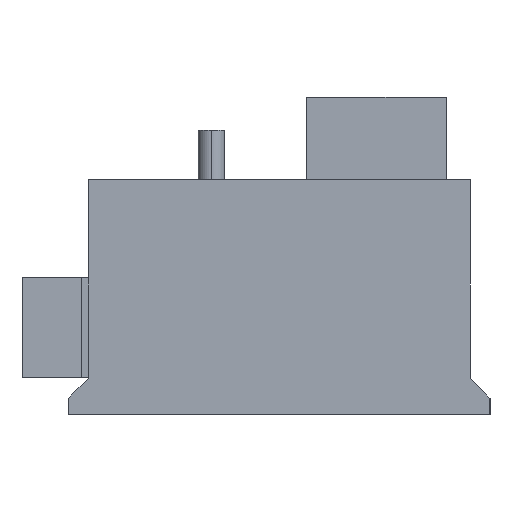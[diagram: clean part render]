
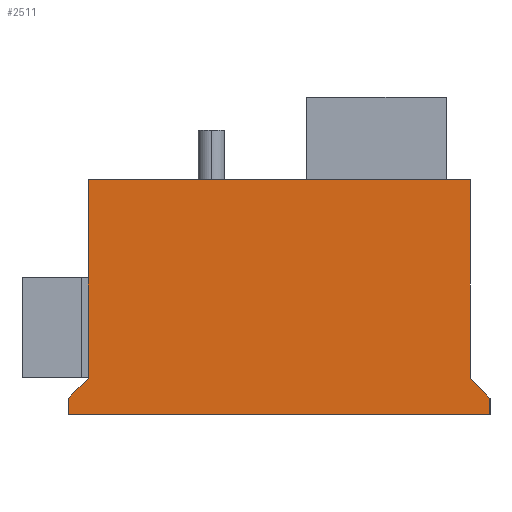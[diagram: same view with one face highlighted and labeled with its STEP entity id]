
A CAD part, left-side view. The second image highlights one B-rep face of the part: STEP entity #2511.
In plain terms, the highlighted planar face has unit normal (-1, 0, 0).
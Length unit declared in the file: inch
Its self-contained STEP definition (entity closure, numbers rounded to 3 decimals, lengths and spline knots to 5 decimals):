
#606 = DIRECTION ( 'NONE',  ( 0., 0., 1. ) ) ;
#633 = LINE ( 'NONE', #1154, #953 ) ;
#664 = PLANE ( 'NONE',  #4545 ) ;
#680 = CARTESIAN_POINT ( 'NONE',  ( 32.09002, -7.64079, -8.48823 ) ) ;
#953 = VECTOR ( 'NONE', #5744, 39.37008 ) ;
#1081 = CARTESIAN_POINT ( 'NONE',  ( 32.09002, -8.03517, -8.48823 ) ) ;
#1154 = CARTESIAN_POINT ( 'NONE',  ( 32.09002, -5.23134, -9.78745 ) ) ;
#1182 = CARTESIAN_POINT ( 'NONE',  ( 32.09002, -5.34945, -9.68115 ) ) ;
#1264 = VECTOR ( 'NONE', #3421, 39.37008 ) ;
#1271 = DIRECTION ( 'NONE',  ( 0., 0.707, -0.707 ) ) ;
#1303 = DIRECTION ( 'NONE',  ( 0., -1., 0. ) ) ;
#1436 = LINE ( 'NONE', #1081, #4246 ) ;
#1588 = VERTEX_POINT ( 'NONE', #3388 ) ;
#1620 = CARTESIAN_POINT ( 'NONE',  ( 32.09002, -7.7589, -9.78745 ) ) ;
#1633 = DIRECTION ( 'NONE',  ( 0., 1., 0. ) ) ;
#1724 = EDGE_CURVE ( 'NONE', #1588, #4361, #4871, .T. ) ;
#1730 = EDGE_CURVE ( 'NONE', #5855, #5327, #3843, .T. ) ;
#1779 = LINE ( 'NONE', #1620, #2408 ) ;
#2012 = CARTESIAN_POINT ( 'NONE',  ( 32.09002, -7.64079, -9.68115 ) ) ;
#2397 = VERTEX_POINT ( 'NONE', #680 ) ;
#2408 = VECTOR ( 'NONE', #606, 39.37008 ) ;
#2511 = ADVANCED_FACE ( 'NONE', ( #3350 ), #664, .T. ) ;
#2515 = CARTESIAN_POINT ( 'NONE',  ( 32.09002, -5.23134, -9.79926 ) ) ;
#2556 = LINE ( 'NONE', #4920, #1264 ) ;
#2643 = VECTOR ( 'NONE', #1303, 39.37008 ) ;
#2646 = EDGE_CURVE ( 'NONE', #5355, #4495, #5534, .T. ) ;
#2653 = VECTOR ( 'NONE', #5590, 39.37008 ) ;
#2769 = CARTESIAN_POINT ( 'NONE',  ( 32.09002, -8.03517, -9.78745 ) ) ;
#3008 = EDGE_CURVE ( 'NONE', #4361, #2397, #2556, .T. ) ;
#3288 = ORIENTED_EDGE ( 'NONE', *, *, #1724, .T. ) ;
#3350 = FACE_OUTER_BOUND ( 'NONE', #5455, .T. ) ;
#3388 = CARTESIAN_POINT ( 'NONE',  ( 32.09002, -7.7589, -9.79926 ) ) ;
#3421 = DIRECTION ( 'NONE',  ( 0., 0., 1. ) ) ;
#3571 = ORIENTED_EDGE ( 'NONE', *, *, #6313, .T. ) ;
#3605 = CARTESIAN_POINT ( 'NONE',  ( 32.09002, -7.7589, -9.89768 ) ) ;
#3774 = DIRECTION ( 'NONE',  ( -1., 0., 0. ) ) ;
#3843 = LINE ( 'NONE', #6118, #2653 ) ;
#4012 = CARTESIAN_POINT ( 'NONE',  ( 32.09002, -5.34945, -8.48823 ) ) ;
#4021 = ORIENTED_EDGE ( 'NONE', *, *, #2646, .T. ) ;
#4246 = VECTOR ( 'NONE', #1633, 39.37008 ) ;
#4361 = VERTEX_POINT ( 'NONE', #2012 ) ;
#4466 = EDGE_CURVE ( 'NONE', #2397, #5855, #1436, .T. ) ;
#4474 = EDGE_CURVE ( 'NONE', #5122, #5355, #633, .T. ) ;
#4495 = VERTEX_POINT ( 'NONE', #3605 ) ;
#4545 = AXIS2_PLACEMENT_3D ( 'NONE', #2769, #3774, #4805 ) ;
#4738 = ORIENTED_EDGE ( 'NONE', *, *, #1730, .T. ) ;
#4805 = DIRECTION ( 'NONE',  ( 0., 0., 1. ) ) ;
#4841 = CARTESIAN_POINT ( 'NONE',  ( 32.09002, -5.34945, -9.68115 ) ) ;
#4871 = LINE ( 'NONE', #5668, #6174 ) ;
#4915 = CARTESIAN_POINT ( 'NONE',  ( 32.09002, -8.03517, -9.89768 ) ) ;
#4920 = CARTESIAN_POINT ( 'NONE',  ( 32.09002, -7.64079, -9.78745 ) ) ;
#4923 = VECTOR ( 'NONE', #1271, 39.37008 ) ;
#5059 = DIRECTION ( 'NONE',  ( 0., 0.707, 0.707 ) ) ;
#5122 = VERTEX_POINT ( 'NONE', #2515 ) ;
#5281 = CARTESIAN_POINT ( 'NONE',  ( 32.09002, -5.23134, -9.89768 ) ) ;
#5327 = VERTEX_POINT ( 'NONE', #1182 ) ;
#5355 = VERTEX_POINT ( 'NONE', #5281 ) ;
#5455 = EDGE_LOOP ( 'NONE', ( #5933, #3288, #5779, #6672, #4738, #3571, #6023, #4021 ) ) ;
#5534 = LINE ( 'NONE', #4915, #2643 ) ;
#5590 = DIRECTION ( 'NONE',  ( 0., 0., -1. ) ) ;
#5668 = CARTESIAN_POINT ( 'NONE',  ( 32.09002, -7.7589, -9.79926 ) ) ;
#5744 = DIRECTION ( 'NONE',  ( 0., 0., -1. ) ) ;
#5779 = ORIENTED_EDGE ( 'NONE', *, *, #3008, .T. ) ;
#5855 = VERTEX_POINT ( 'NONE', #4012 ) ;
#5933 = ORIENTED_EDGE ( 'NONE', *, *, #6645, .T. ) ;
#6023 = ORIENTED_EDGE ( 'NONE', *, *, #4474, .T. ) ;
#6118 = CARTESIAN_POINT ( 'NONE',  ( 32.09002, -5.34945, -9.78745 ) ) ;
#6174 = VECTOR ( 'NONE', #5059, 39.37008 ) ;
#6313 = EDGE_CURVE ( 'NONE', #5327, #5122, #6542, .T. ) ;
#6542 = LINE ( 'NONE', #4841, #4923 ) ;
#6645 = EDGE_CURVE ( 'NONE', #4495, #1588, #1779, .T. ) ;
#6672 = ORIENTED_EDGE ( 'NONE', *, *, #4466, .T. ) ;
